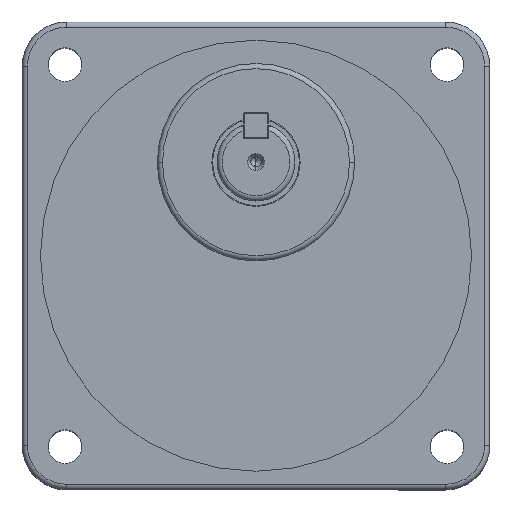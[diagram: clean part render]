
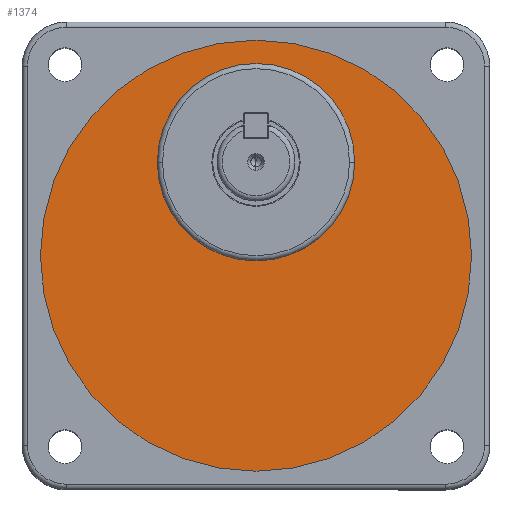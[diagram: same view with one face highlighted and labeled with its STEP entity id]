
A CAD part, top view. The second image highlights one B-rep face of the part: STEP entity #1374.
In plain terms, the highlighted face is planar.
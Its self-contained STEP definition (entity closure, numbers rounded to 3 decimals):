
#571 = EDGE_CURVE ( 'NONE', #688, #575, #1466, .T. ) ;
#575 = VERTEX_POINT ( 'NONE', #1509 ) ;
#635 = VERTEX_POINT ( 'NONE', #1716 ) ;
#641 = EDGE_CURVE ( 'NONE', #654, #635, #1686, .T. ) ;
#654 = VERTEX_POINT ( 'NONE', #1497 ) ;
#688 = VERTEX_POINT ( 'NONE', #1809 ) ;
#1374 = ADVANCED_FACE ( 'NONE', ( #2882, #2875 ), #2876, .T. ) ;
#1383 = EDGE_CURVE ( 'NONE', #635, #654, #2974, .T. ) ;
#1394 = ORIENTED_EDGE ( 'NONE', *, *, #641, .T. ) ;
#1399 = EDGE_LOOP ( 'NONE', ( #1557, #1569 ) ) ;
#1459 = AXIS2_PLACEMENT_3D ( 'NONE', #1465, #1514, #1513 ) ;
#1465 = CARTESIAN_POINT ( 'NONE',  ( 0., 18., -64. ) ) ;
#1466 = CIRCLE ( 'NONE', #1459, 19. ) ;
#1497 = CARTESIAN_POINT ( 'NONE',  ( 41.5, 0., -64. ) ) ;
#1509 = CARTESIAN_POINT ( 'NONE',  ( 19., 18., -64. ) ) ;
#1513 = DIRECTION ( 'NONE',  ( -1., 0., 0. ) ) ;
#1514 = DIRECTION ( 'NONE',  ( 0., 0., -1. ) ) ;
#1557 = ORIENTED_EDGE ( 'NONE', *, *, #1561, .F. ) ;
#1559 = ORIENTED_EDGE ( 'NONE', *, *, #1383, .T. ) ;
#1561 = EDGE_CURVE ( 'NONE', #575, #688, #3198, .T. ) ;
#1569 = ORIENTED_EDGE ( 'NONE', *, *, #571, .F. ) ;
#1571 = EDGE_LOOP ( 'NONE', ( #1559, #1394 ) ) ;
#1674 = DIRECTION ( 'NONE',  ( -1., 0., 0. ) ) ;
#1675 = DIRECTION ( 'NONE',  ( 0., 0., -1. ) ) ;
#1676 = CARTESIAN_POINT ( 'NONE',  ( 0., 0., -64. ) ) ;
#1686 = CIRCLE ( 'NONE', #1711, 41.5 ) ;
#1711 = AXIS2_PLACEMENT_3D ( 'NONE', #1676, #1675, #1674 ) ;
#1716 = CARTESIAN_POINT ( 'NONE',  ( -41.5, 0., -64. ) ) ;
#1809 = CARTESIAN_POINT ( 'NONE',  ( -19., 18., -64. ) ) ;
#2866 = CARTESIAN_POINT ( 'NONE',  ( 0., 0., -64. ) ) ;
#2868 = DIRECTION ( 'NONE',  ( -1., 0., 0. ) ) ;
#2869 = DIRECTION ( 'NONE',  ( 0., 0., -1. ) ) ;
#2875 = FACE_OUTER_BOUND ( 'NONE', #1571, .T. ) ;
#2876 = PLANE ( 'NONE',  #2881 ) ;
#2881 = AXIS2_PLACEMENT_3D ( 'NONE', #3026, #2869, #2868 ) ;
#2882 = FACE_BOUND ( 'NONE', #1399, .T. ) ;
#2971 = DIRECTION ( 'NONE',  ( -1., 0., 0. ) ) ;
#2972 = DIRECTION ( 'NONE',  ( 0., 0., -1. ) ) ;
#2973 = AXIS2_PLACEMENT_3D ( 'NONE', #2866, #2972, #2971 ) ;
#2974 = CIRCLE ( 'NONE', #2973, 41.5 ) ;
#3026 = CARTESIAN_POINT ( 'NONE',  ( 0., 0., -64. ) ) ;
#3175 = DIRECTION ( 'NONE',  ( -1., 0., 0. ) ) ;
#3187 = CARTESIAN_POINT ( 'NONE',  ( 0., 18., -64. ) ) ;
#3197 = DIRECTION ( 'NONE',  ( 0., 0., -1. ) ) ;
#3198 = CIRCLE ( 'NONE', #3199, 19. ) ;
#3199 = AXIS2_PLACEMENT_3D ( 'NONE', #3187, #3197, #3175 ) ;
